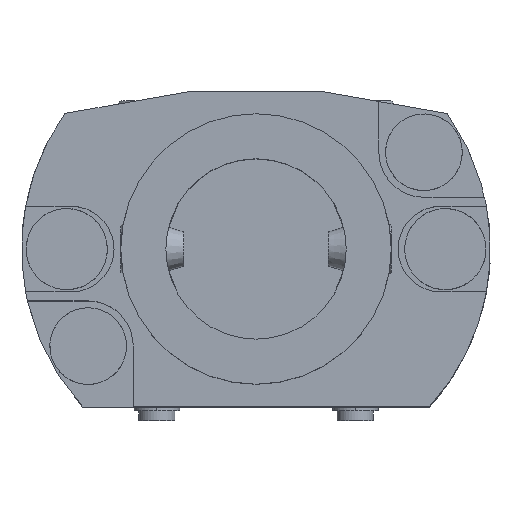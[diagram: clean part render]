
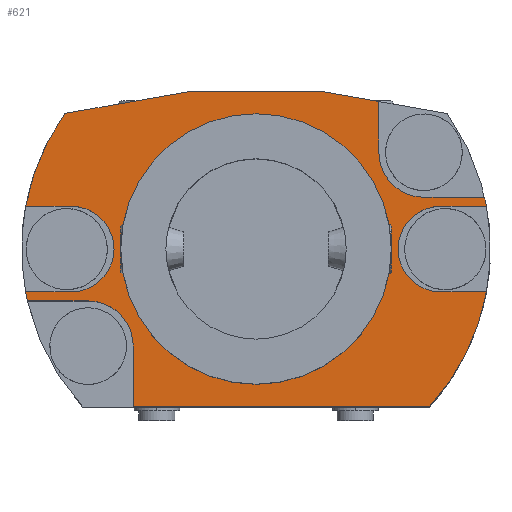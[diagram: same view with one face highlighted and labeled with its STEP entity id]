
A CAD part, top view. The second image highlights one B-rep face of the part: STEP entity #621.
In plain terms, the highlighted planar face has unit normal (0, 0, 1).
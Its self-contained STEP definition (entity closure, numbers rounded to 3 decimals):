
#276=LINE('',#3018,#384);
#279=LINE('',#3024,#387);
#282=LINE('',#3032,#390);
#284=LINE('',#3036,#392);
#287=LINE('',#3044,#395);
#290=LINE('',#3053,#398);
#292=LINE('',#3057,#400);
#294=LINE('',#3061,#402);
#297=LINE('',#3067,#405);
#300=LINE('',#3075,#408);
#302=LINE('',#3079,#410);
#305=LINE('',#3087,#413);
#384=VECTOR('',#2405,1.);
#387=VECTOR('',#2410,1.);
#390=VECTOR('',#2419,1.);
#392=VECTOR('',#2423,1.);
#395=VECTOR('',#2432,1.);
#398=VECTOR('',#2443,1.);
#400=VECTOR('',#2447,1.);
#402=VECTOR('',#2451,1.);
#405=VECTOR('',#2456,1.);
#408=VECTOR('',#2465,1.);
#410=VECTOR('',#2469,1.);
#413=VECTOR('',#2478,1.);
#518=FACE_BOUND('',#886,.T.);
#519=FACE_BOUND('',#887,.T.);
#621=ADVANCED_FACE('',(#518,#519),#682,.T.);
#682=PLANE('',#1992);
#886=EDGE_LOOP('',(#1295,#1296,#1297,#1298,#1299,#1300,#1301,#1302,#1303,
#1304,#1305,#1306,#1307,#1308,#1309,#1310,#1311,#1312,#1313,#1314));
#887=EDGE_LOOP('',(#1315));
#1295=ORIENTED_EDGE('',*,*,#1693,.T.);
#1296=ORIENTED_EDGE('',*,*,#1690,.F.);
#1297=ORIENTED_EDGE('',*,*,#1688,.F.);
#1298=ORIENTED_EDGE('',*,*,#1686,.F.);
#1299=ORIENTED_EDGE('',*,*,#1692,.T.);
#1300=ORIENTED_EDGE('',*,*,#1684,.T.);
#1301=ORIENTED_EDGE('',*,*,#1682,.T.);
#1302=ORIENTED_EDGE('',*,*,#1680,.T.);
#1303=ORIENTED_EDGE('',*,*,#1677,.F.);
#1304=ORIENTED_EDGE('',*,*,#1675,.F.);
#1305=ORIENTED_EDGE('',*,*,#1673,.F.);
#1306=ORIENTED_EDGE('',*,*,#1671,.T.);
#1307=ORIENTED_EDGE('',*,*,#1668,.T.);
#1308=ORIENTED_EDGE('',*,*,#1667,.T.);
#1309=ORIENTED_EDGE('',*,*,#1664,.T.);
#1310=ORIENTED_EDGE('',*,*,#1670,.T.);
#1311=ORIENTED_EDGE('',*,*,#1662,.T.);
#1312=ORIENTED_EDGE('',*,*,#1660,.T.);
#1313=ORIENTED_EDGE('',*,*,#1658,.T.);
#1314=ORIENTED_EDGE('',*,*,#1655,.F.);
#1315=ORIENTED_EDGE('',*,*,#1605,.T.);
#1421=VERTEX_POINT('',#2795);
#1462=VERTEX_POINT('',#3017);
#1463=VERTEX_POINT('',#3019);
#1464=VERTEX_POINT('',#3023);
#1465=VERTEX_POINT('',#3027);
#1466=VERTEX_POINT('',#3031);
#1467=VERTEX_POINT('',#3035);
#1468=VERTEX_POINT('',#3037);
#1469=VERTEX_POINT('',#3041);
#1470=VERTEX_POINT('',#3045);
#1471=VERTEX_POINT('',#3050);
#1472=VERTEX_POINT('',#3054);
#1473=VERTEX_POINT('',#3058);
#1474=VERTEX_POINT('',#3062);
#1475=VERTEX_POINT('',#3066);
#1476=VERTEX_POINT('',#3070);
#1477=VERTEX_POINT('',#3074);
#1478=VERTEX_POINT('',#3078);
#1479=VERTEX_POINT('',#3080);
#1480=VERTEX_POINT('',#3084);
#1481=VERTEX_POINT('',#3088);
#1605=EDGE_CURVE('',#1421,#1421,#1767,.T.);
#1655=EDGE_CURVE('',#1462,#1463,#276,.T.);
#1658=EDGE_CURVE('',#1464,#1463,#279,.T.);
#1660=EDGE_CURVE('',#1465,#1464,#1784,.T.);
#1662=EDGE_CURVE('',#1466,#1465,#282,.T.);
#1664=EDGE_CURVE('',#1468,#1467,#284,.T.);
#1667=EDGE_CURVE('',#1469,#1468,#1785,.T.);
#1668=EDGE_CURVE('',#1470,#1469,#287,.T.);
#1670=EDGE_CURVE('',#1467,#1466,#1786,.T.);
#1671=EDGE_CURVE('',#1471,#1470,#1787,.T.);
#1673=EDGE_CURVE('',#1471,#1472,#290,.T.);
#1675=EDGE_CURVE('',#1472,#1473,#292,.T.);
#1677=EDGE_CURVE('',#1473,#1474,#294,.T.);
#1680=EDGE_CURVE('',#1475,#1474,#297,.T.);
#1682=EDGE_CURVE('',#1476,#1475,#1788,.T.);
#1684=EDGE_CURVE('',#1477,#1476,#300,.T.);
#1686=EDGE_CURVE('',#1478,#1479,#302,.T.);
#1688=EDGE_CURVE('',#1479,#1480,#1789,.T.);
#1690=EDGE_CURVE('',#1480,#1481,#305,.T.);
#1692=EDGE_CURVE('',#1478,#1477,#1790,.T.);
#1693=EDGE_CURVE('',#1462,#1481,#1791,.T.);
#1767=CIRCLE('',#1931,15.);
#1784=CIRCLE('',#1962,5.);
#1785=CIRCLE('',#1966,4.75);
#1786=CIRCLE('',#1969,26.);
#1787=CIRCLE('',#1970,26.);
#1788=CIRCLE('',#1976,5.);
#1789=CIRCLE('',#1980,4.75);
#1790=CIRCLE('',#1983,26.);
#1791=CIRCLE('',#1984,26.);
#1931=AXIS2_PLACEMENT_3D('',#2794,#2318,#2319);
#1962=AXIS2_PLACEMENT_3D('',#3028,#2414,#2415);
#1966=AXIS2_PLACEMENT_3D('',#3042,#2428,#2429);
#1969=AXIS2_PLACEMENT_3D('',#3048,#2436,#2437);
#1970=AXIS2_PLACEMENT_3D('',#3049,#2438,#2439);
#1976=AXIS2_PLACEMENT_3D('',#3071,#2460,#2461);
#1980=AXIS2_PLACEMENT_3D('',#3083,#2473,#2474);
#1983=AXIS2_PLACEMENT_3D('',#3091,#2482,#2483);
#1984=AXIS2_PLACEMENT_3D('',#3092,#2484,#2485);
#1992=AXIS2_PLACEMENT_3D('',#3100,#2500,#2501);
#2318=DIRECTION('',(0.,0.,-1.));
#2319=DIRECTION('',(1.,0.,0.));
#2405=DIRECTION('',(-1.,0.,0.));
#2410=DIRECTION('',(0.,-1.,0.));
#2414=DIRECTION('',(0.,0.,-1.));
#2415=DIRECTION('',(1.,0.,0.));
#2419=DIRECTION('',(1.,0.,0.));
#2423=DIRECTION('',(-1.,0.,0.));
#2428=DIRECTION('',(0.,0.,-1.));
#2429=DIRECTION('',(0.,1.,0.));
#2432=DIRECTION('',(1.,0.,0.));
#2436=DIRECTION('',(0.,0.,1.));
#2437=DIRECTION('',(1.,0.,0.));
#2438=DIRECTION('',(0.,0.,1.));
#2439=DIRECTION('',(1.,0.,0.));
#2443=DIRECTION('',(0.985,0.174,0.));
#2447=DIRECTION('',(1.,0.,0.));
#2451=DIRECTION('',(0.985,-0.174,0.));
#2456=DIRECTION('',(0.,1.,0.));
#2460=DIRECTION('',(0.,0.,-1.));
#2461=DIRECTION('',(1.,0.,0.));
#2465=DIRECTION('',(-1.,0.,0.));
#2469=DIRECTION('',(-1.,0.,0.));
#2473=DIRECTION('',(0.,0.,1.));
#2474=DIRECTION('',(0.,1.,0.));
#2478=DIRECTION('',(1.,0.,0.));
#2482=DIRECTION('',(0.,0.,1.));
#2483=DIRECTION('',(1.,0.,0.));
#2484=DIRECTION('',(0.,0.,1.));
#2485=DIRECTION('',(1.,0.,0.));
#2500=DIRECTION('',(0.,0.,1.));
#2501=DIRECTION('',(0.,1.,0.));
#2794=CARTESIAN_POINT('',(0.,0.,18.5));
#2795=CARTESIAN_POINT('',(15.,0.,18.5));
#3017=CARTESIAN_POINT('',(19.229,-17.5,18.5));
#3018=CARTESIAN_POINT('',(0.,-17.5,18.5));
#3019=CARTESIAN_POINT('',(-13.62,-17.5,18.5));
#3023=CARTESIAN_POINT('',(-13.62,-10.75,18.5));
#3024=CARTESIAN_POINT('',(-13.62,-20.75,18.5));
#3027=CARTESIAN_POINT('',(-18.62,-5.75,18.5));
#3028=CARTESIAN_POINT('',(-18.62,-10.75,18.5));
#3031=CARTESIAN_POINT('',(-25.356,-5.75,18.5));
#3032=CARTESIAN_POINT('',(-18.62,-5.75,18.5));
#3035=CARTESIAN_POINT('',(-25.562,-4.75,18.5));
#3036=CARTESIAN_POINT('',(0.,-4.75,18.5));
#3037=CARTESIAN_POINT('',(-20.5,-4.75,18.5));
#3041=CARTESIAN_POINT('',(-20.5,4.75,18.5));
#3042=CARTESIAN_POINT('',(-20.5,0.,18.5));
#3044=CARTESIAN_POINT('',(0.,4.75,18.5));
#3045=CARTESIAN_POINT('',(-25.562,4.75,18.5));
#3048=CARTESIAN_POINT('',(0.,0.,18.5));
#3049=CARTESIAN_POINT('',(0.,0.,18.5));
#3050=CARTESIAN_POINT('',(-21.204,15.047,18.5));
#3053=CARTESIAN_POINT('',(-3.212,18.219,18.5));
#3054=CARTESIAN_POINT('',(-7.29,17.5,18.5));
#3057=CARTESIAN_POINT('',(0.,17.5,18.5));
#3058=CARTESIAN_POINT('',(7.29,17.5,18.5));
#3061=CARTESIAN_POINT('',(3.212,18.219,18.5));
#3062=CARTESIAN_POINT('',(13.62,16.384,18.5));
#3066=CARTESIAN_POINT('',(13.62,10.75,18.5));
#3067=CARTESIAN_POINT('',(13.62,20.75,18.5));
#3070=CARTESIAN_POINT('',(18.62,5.75,18.5));
#3071=CARTESIAN_POINT('',(18.62,10.75,18.5));
#3074=CARTESIAN_POINT('',(25.356,5.75,18.5));
#3075=CARTESIAN_POINT('',(18.62,5.75,18.5));
#3078=CARTESIAN_POINT('',(25.562,4.75,18.5));
#3079=CARTESIAN_POINT('',(0.,4.75,18.5));
#3080=CARTESIAN_POINT('',(20.5,4.75,18.5));
#3083=CARTESIAN_POINT('',(20.5,0.,18.5));
#3084=CARTESIAN_POINT('',(20.5,-4.75,18.5));
#3087=CARTESIAN_POINT('',(0.,-4.75,18.5));
#3088=CARTESIAN_POINT('',(25.562,-4.75,18.5));
#3091=CARTESIAN_POINT('',(0.,0.,18.5));
#3092=CARTESIAN_POINT('',(0.,0.,18.5));
#3100=CARTESIAN_POINT('',(0.,0.,18.5));
